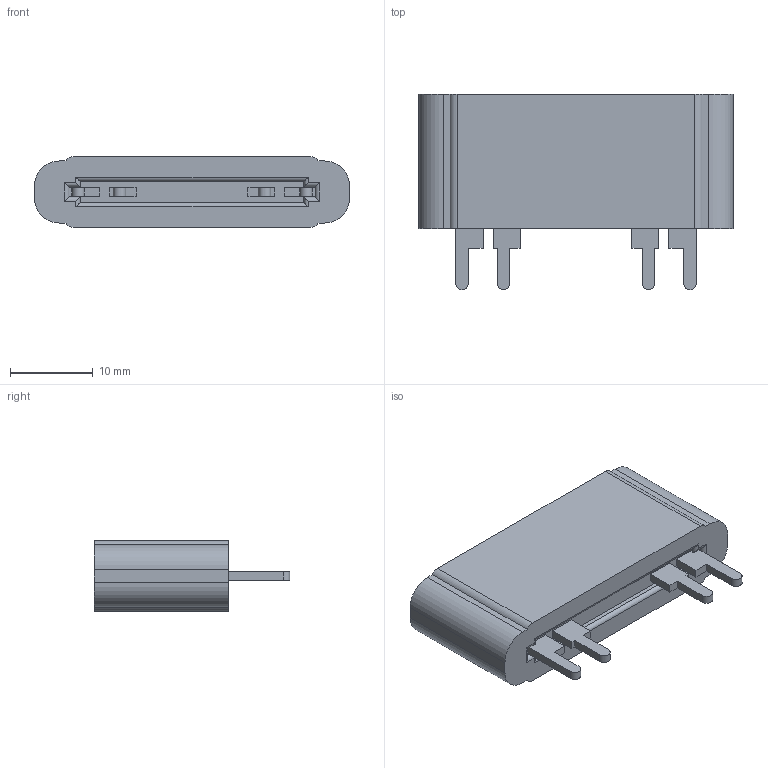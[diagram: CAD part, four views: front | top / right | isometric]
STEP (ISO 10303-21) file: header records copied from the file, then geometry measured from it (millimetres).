
FILE_DESCRIPTION (( 'STEP AP203' ), '1' );
FILE_NAME ('HPCR4T (2).STEP', '2025-09-10T02:18:37', ( 'design' ), ( '' ), 'SwSTEP 2.0', 'SolidWorks 2018', '' );
FILE_SCHEMA (( 'CONFIG_CONTROL_DESIGN' ));
Length unit declared in the file: millimetre
Products named in the file (3): HPCR4T (2); HPCR4T 馨檜蝶(0.5m); HPCR4T 0.5m(1)
Assembly tree (2 placements, depth 2):
  HPCR4T (2)
    HPCR4T 馨檜蝶(0.5m)
    HPCR4T 0.5m(1)
Bounding box: 38 x 23.6 x 8.5 mm (x, y, z)
Volume: 4959.7 mm3; surface area: 2357.2 mm2
Topology: 5 solids, 5 shells, 145 faces, 366 edges, 240 vertices
Faces by surface type: plane 107, cylinder 24, bspline 14
Entity records: 5107 total; most frequent: CARTESIAN_POINT 1430, ORIENTED_EDGE 732, DIRECTION 622, EDGE_CURVE 366, VECTOR 302, LINE 302, VERTEX_POINT 240, AXIS2_PLACEMENT_3D 160
